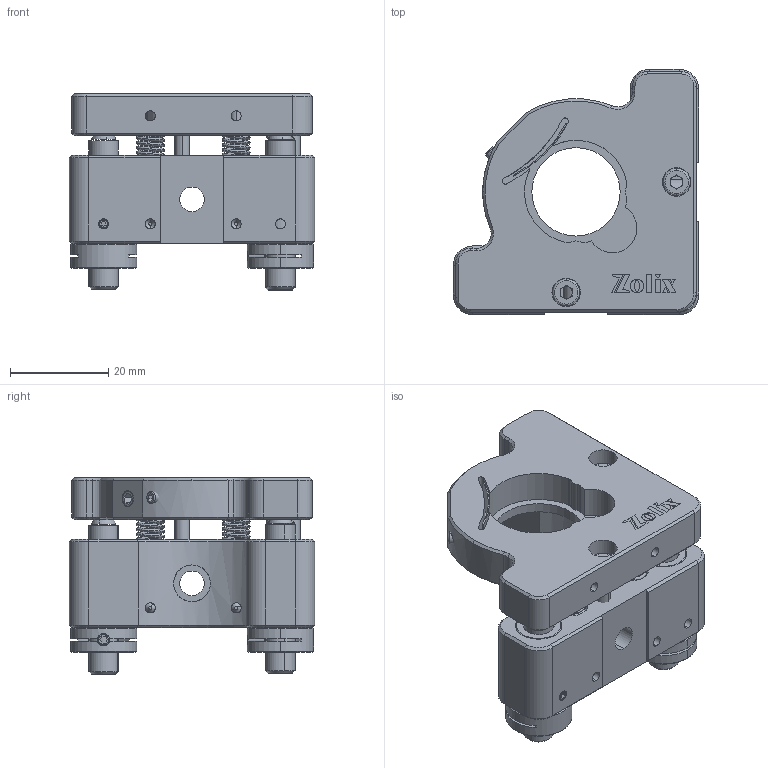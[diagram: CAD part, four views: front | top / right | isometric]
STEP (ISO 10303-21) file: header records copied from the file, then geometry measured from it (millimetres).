
FILE_DESCRIPTION (( 'STEP AP203' ), '1' );
FILE_NAME ('OMUS20-0.STEP', '2018-12-07T08:31:40', ( '' ), ( '' ), 'SwSTEP 2.0', 'SolidWorks 2016', '' );
FILE_SCHEMA (( 'CONFIG_CONTROL_DESIGN' ));
Length unit declared in the file: millimetre
Products named in the file (1): OMUS20-0
Bounding box: 50 x 50 x 40 mm (x, y, z)
Surface area: 21964.7 mm2 (no closed solid volume)
Topology: 0 solids, 45 shells, 479 faces, 1538 edges, 1080 vertices
Faces by surface type: plane 186, cylinder 170, cone 105, bspline 8, sphere 6, torus 4
Entity records: 41096 total; most frequent: CARTESIAN_POINT 27460, DIRECTION 2855, ORIENTED_EDGE 2524, EDGE_CURVE 1536, VERTEX_POINT 1080, AXIS2_PLACEMENT_3D 959, LINE 937, VECTOR 937
